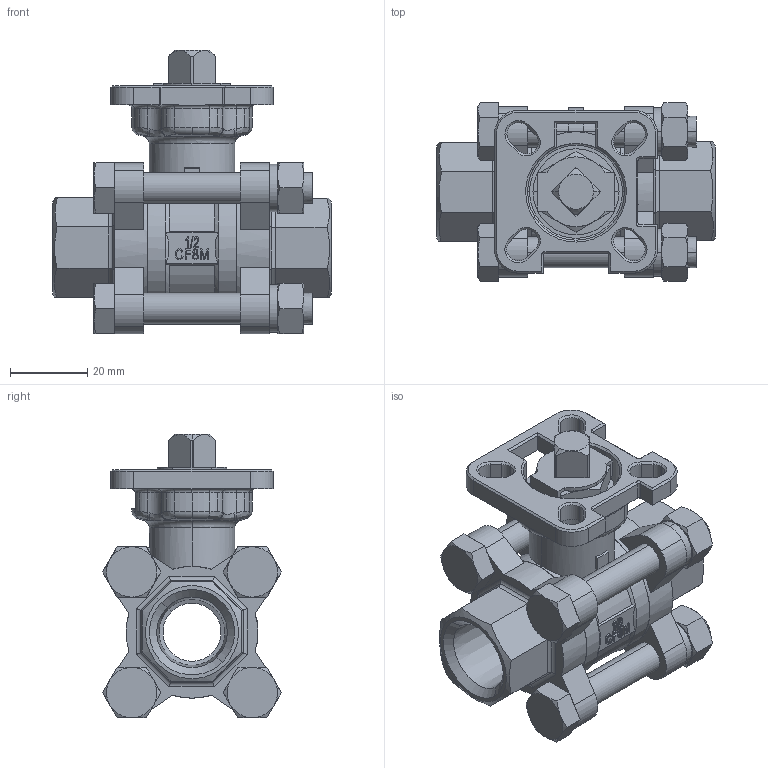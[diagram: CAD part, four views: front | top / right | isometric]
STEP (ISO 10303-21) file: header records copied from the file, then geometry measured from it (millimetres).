
FILE_DESCRIPTION(('STEP AP214'),'1');
FILE_NAME(' 1-2.stp','2022-03-08T01:59:40',(' '),(' '),'Spatial InterOp 3D',' ',' ');
FILE_SCHEMA(('AUTOMOTIVE_DESIGN { 1 0 10303 214 1 1 1 1 }'));
Length unit declared in the file: millimetre
Products named in the file (1): 阀体
Bounding box: 71.8 x 46.12 x 73.16 mm (x, y, z)
Volume: 64112.2 mm3; surface area: 41732 mm2
Topology: 21 solids, 21 shells, 944 faces, 2368 edges, 1481 vertices
Faces by surface type: plane 493, cylinder 227, cone 173, torus 29, bspline 20, sphere 2
Entity records: 37315 total; most frequent: CARTESIAN_POINT 7400, ORIENTED_EDGE 4732, DIRECTION 4606, EDGE_CURVE 2366, AXIS2_PLACEMENT_3D 1604, VERTEX_POINT 1481, LINE 1398, VECTOR 1398
